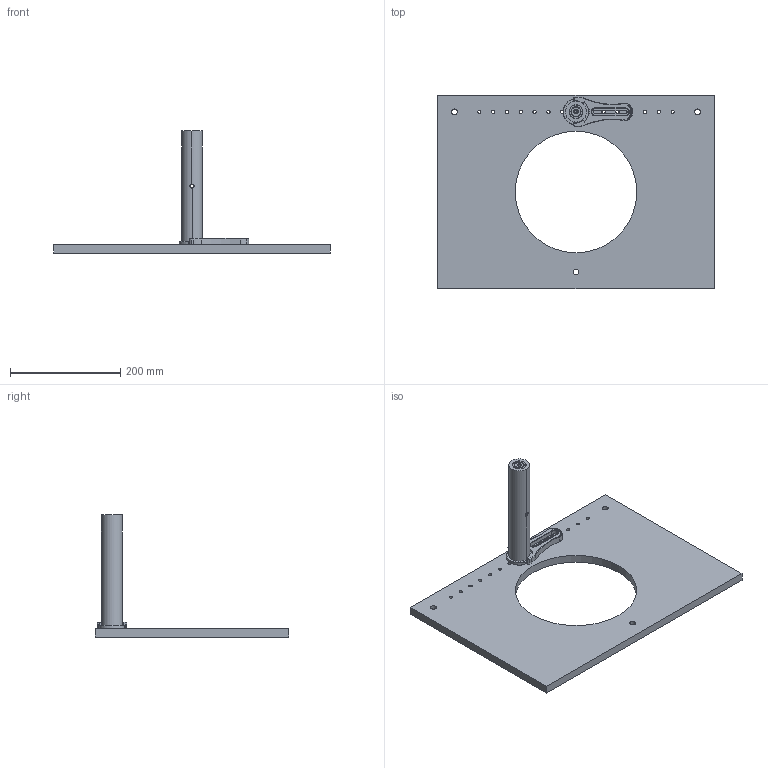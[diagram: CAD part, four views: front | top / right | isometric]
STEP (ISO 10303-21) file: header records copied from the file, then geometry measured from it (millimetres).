
FILE_DESCRIPTION(('Open CASCADE Model'),'2;1');
FILE_NAME('Open CASCADE Shape Model','2020-08-27T10:24:44',('Author'),( 'Open CASCADE'),'Open CASCADE STEP processor 7.4','Open CASCADE 7.4' ,'Unknown');
FILE_SCHEMA(('AUTOMOTIVE_DESIGN { 1 0 10303 214 1 1 1 1 }'));
Length unit declared in the file: millimetre
Products named in the file (6): Open CASCADE STEP translator 7.4 5; Open CASCADE STEP translator 7.4 5.1; Open CASCADE STEP translator 7.4 5.1.1; Open CASCADE STEP translator 7.4 5.1.2; Open CASCADE STEP translator 7.4 5.1.3; Open CASCADE STEP translator 7.4 5.1.4
Assembly tree (5 placements, depth 3):
  Open CASCADE STEP translator 7.4 5
    Open CASCADE STEP translator 7.4 5.1
      Open CASCADE STEP translator 7.4 5.1.1
      Open CASCADE STEP translator 7.4 5.1.2
      Open CASCADE STEP translator 7.4 5.1.3
      Open CASCADE STEP translator 7.4 5.1.4
Bounding box: 500 x 350 x 221.1 mm (x, y, z)
Volume: 2299434.1 mm3; surface area: 355893.8 mm2
Topology: 4 solids, 4 shells, 434 faces, 1249 edges, 877 vertices
Faces by surface type: plane 199, cylinder 96, bspline 76, cone 50, torus 13
Full cylindrical faces by diameter (mm): 6 x15, 10.5 x3, 220 x1
Entity records: 45863 total; most frequent: CARTESIAN_POINT 22169, DIRECTION 3901, ORIENTED_EDGE 2490, PCURVE 2490, DEFINITIONAL_REPRESENTATION 2490, LINE 2468, VECTOR 2468, EDGE_CURVE 1245
